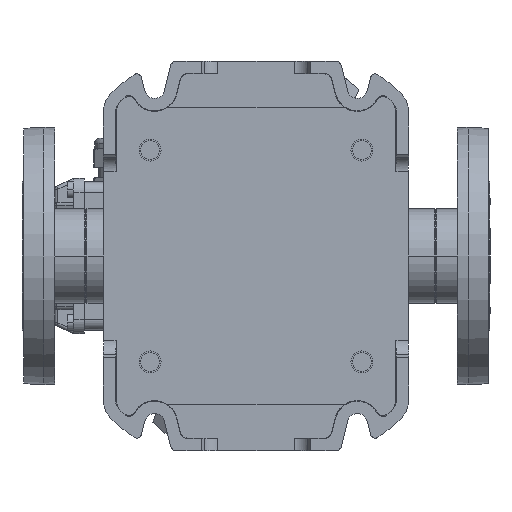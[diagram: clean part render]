
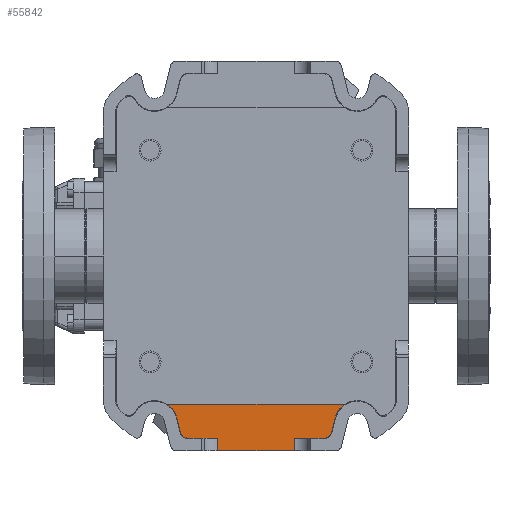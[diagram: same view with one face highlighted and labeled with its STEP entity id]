
A CAD part, front view. The second image highlights one B-rep face of the part: STEP entity #55842.
In plain terms, the highlighted planar face has unit normal (0, -1, 0).
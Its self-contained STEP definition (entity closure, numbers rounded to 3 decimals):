
#168 = EDGE_CURVE ( 'NONE', #10810, #58566, #59507, .T. ) ;
#812 = VERTEX_POINT ( 'NONE', #77129 ) ;
#1197 = ORIENTED_EDGE ( 'NONE', *, *, #24296, .F. ) ;
#1248 = VECTOR ( 'NONE', #23308, 1000. ) ;
#2127 = ORIENTED_EDGE ( 'NONE', *, *, #86325, .F. ) ;
#4449 = CARTESIAN_POINT ( 'NONE',  ( 24.608, 8., -116.791 ) ) ;
#4703 = DIRECTION ( 'NONE',  ( 0., 0., 1. ) ) ;
#6793 = VERTEX_POINT ( 'NONE', #58651 ) ;
#7376 = VERTEX_POINT ( 'NONE', #9535 ) ;
#8091 = ORIENTED_EDGE ( 'NONE', *, *, #52210, .T. ) ;
#9418 = EDGE_CURVE ( 'NONE', #27812, #25102, #66435, .T. ) ;
#9535 = CARTESIAN_POINT ( 'NONE',  ( -50.727, 8., -103.941 ) ) ;
#9570 = CARTESIAN_POINT ( 'NONE',  ( 57.246, 8., -95. ) ) ;
#9951 = ORIENTED_EDGE ( 'NONE', *, *, #43247, .T. ) ;
#10810 = VERTEX_POINT ( 'NONE', #47233 ) ;
#11079 = CARTESIAN_POINT ( 'NONE',  ( -43.619, 8., -116.791 ) ) ;
#12057 = ORIENTED_EDGE ( 'NONE', *, *, #9418, .F. ) ;
#17134 = DIRECTION ( 'NONE',  ( 1., 0., 0. ) ) ;
#18893 = LINE ( 'NONE', #53978, #21140 ) ;
#19280 = EDGE_CURVE ( 'NONE', #10810, #7376, #20444, .T. ) ;
#20444 = CIRCLE ( 'NONE', #33510, 14.709 ) ;
#21128 = CARTESIAN_POINT ( 'NONE',  ( -48.469, 8., -113.001 ) ) ;
#21140 = VECTOR ( 'NONE', #46699, 1000. ) ;
#21306 = EDGE_CURVE ( 'NONE', #21437, #30452, #33422, .T. ) ;
#21437 = VERTEX_POINT ( 'NONE', #46463 ) ;
#21585 = CARTESIAN_POINT ( 'NONE',  ( -46.008, 8., -116.791 ) ) ;
#23192 =( BOUNDED_CURVE ( )  B_SPLINE_CURVE ( 3, ( #82391, #33581, #60981, #40471 ),
 .UNSPECIFIED., .F., .F. ) 
 B_SPLINE_CURVE_WITH_KNOTS ( ( 4, 4 ),
 ( 2.479, 3.805 ),
 .UNSPECIFIED. ) 
 CURVE ( )  GEOMETRIC_REPRESENTATION_ITEM ( )  RATIONAL_B_SPLINE_CURVE ( ( 1., 0.859, 0.859, 1. ) ) 
 REPRESENTATION_ITEM ( '' )  );
#23242 = CARTESIAN_POINT ( 'NONE',  ( 50.727, 8., -103.941 ) ) ;
#23308 = DIRECTION ( 'NONE',  ( 0., 0., -1. ) ) ;
#23584 = CARTESIAN_POINT ( 'NONE',  ( 0., 8., 0. ) ) ;
#24144 = EDGE_CURVE ( 'NONE', #73408, #6793, #33830, .T. ) ;
#24296 = EDGE_CURVE ( 'NONE', #21437, #45211, #65284, .T. ) ;
#25102 = VERTEX_POINT ( 'NONE', #73578 ) ;
#25275 = AXIS2_PLACEMENT_3D ( 'NONE', #34537, #82457, #67455 ) ;
#27812 = VERTEX_POINT ( 'NONE', #23242 ) ;
#30414 = PLANE ( 'NONE',  #55761 ) ;
#30452 = VERTEX_POINT ( 'NONE', #4449 ) ;
#32080 = CARTESIAN_POINT ( 'NONE',  ( 24.608, 8., -116.791 ) ) ;
#32730 = CARTESIAN_POINT ( 'NONE',  ( -65., 8., -107.5 ) ) ;
#33422 = LINE ( 'NONE', #32080, #42477 ) ;
#33510 = AXIS2_PLACEMENT_3D ( 'NONE', #32730, #53712, #68771 ) ;
#33581 = CARTESIAN_POINT ( 'NONE',  ( 46.008, 8., -116.791 ) ) ;
#33830 = LINE ( 'NONE', #82204, #58779 ) ;
#34250 = ORIENTED_EDGE ( 'NONE', *, *, #72096, .T. ) ;
#34537 = CARTESIAN_POINT ( 'NONE',  ( 65., 8., -107.5 ) ) ;
#36166 = CARTESIAN_POINT ( 'NONE',  ( -43.619, 8., -116.791 ) ) ;
#37996 = ORIENTED_EDGE ( 'NONE', *, *, #168, .F. ) ;
#38160 = CARTESIAN_POINT ( 'NONE',  ( 50.727, 8., -103.941 ) ) ;
#39898 = EDGE_LOOP ( 'NONE', ( #57179, #34250, #51630, #9951, #1197, #89302, #8091, #48841, #12057, #2127, #37996, #51896 ) ) ;
#40471 = CARTESIAN_POINT ( 'NONE',  ( 48.469, 8., -113.001 ) ) ;
#41456 = EDGE_CURVE ( 'NONE', #812, #25102, #23192, .T. ) ;
#42477 = VECTOR ( 'NONE', #4703, 1000. ) ;
#42970 = VECTOR ( 'NONE', #72364, 1000. ) ;
#43247 = EDGE_CURVE ( 'NONE', #6793, #45211, #79860, .T. ) ;
#43443 = CARTESIAN_POINT ( 'NONE',  ( -47.891, 8., -115.32 ) ) ;
#44097 = DIRECTION ( 'NONE',  ( 0., 0., 1. ) ) ;
#45211 = VERTEX_POINT ( 'NONE', #63155 ) ;
#46463 = CARTESIAN_POINT ( 'NONE',  ( 24.608, 8., -124.791 ) ) ;
#46699 = DIRECTION ( 'NONE',  ( 0.242, 0., -0.97 ) ) ;
#47233 = CARTESIAN_POINT ( 'NONE',  ( -57.246, 8., -95. ) ) ;
#48195 =( BOUNDED_CURVE ( )  B_SPLINE_CURVE ( 3, ( #21128, #43443, #21585, #36166 ),
 .UNSPECIFIED., .F., .F. ) 
 B_SPLINE_CURVE_WITH_KNOTS ( ( 4, 4 ),
 ( 2.479, 3.805 ),
 .UNSPECIFIED. ) 
 CURVE ( )  GEOMETRIC_REPRESENTATION_ITEM ( )  RATIONAL_B_SPLINE_CURVE ( ( 1., 0.859, 0.859, 1. ) ) 
 REPRESENTATION_ITEM ( '' )  );
#48841 = ORIENTED_EDGE ( 'NONE', *, *, #41456, .T. ) ;
#51090 = CARTESIAN_POINT ( 'NONE',  ( -24.608, 8., 0. ) ) ;
#51094 = CARTESIAN_POINT ( 'NONE',  ( 0., 8., -124.791 ) ) ;
#51630 = ORIENTED_EDGE ( 'NONE', *, *, #24144, .T. ) ;
#51896 = ORIENTED_EDGE ( 'NONE', *, *, #19280, .T. ) ;
#52210 = EDGE_CURVE ( 'NONE', #30452, #812, #80591, .T. ) ;
#53101 = CARTESIAN_POINT ( 'NONE',  ( -58.463, 8., -95. ) ) ;
#53712 = DIRECTION ( 'NONE',  ( 0., 1., 0. ) ) ;
#53978 = CARTESIAN_POINT ( 'NONE',  ( -50.727, 8., -103.941 ) ) ;
#55761 = AXIS2_PLACEMENT_3D ( 'NONE', #23584, #73727, #44097 ) ;
#55842 = ADVANCED_FACE ( 'NONE', ( #80139 ), #30414, .F. ) ;
#57179 = ORIENTED_EDGE ( 'NONE', *, *, #88190, .T. ) ;
#58566 = VERTEX_POINT ( 'NONE', #9570 ) ;
#58651 = CARTESIAN_POINT ( 'NONE',  ( -24.608, 8., -116.791 ) ) ;
#58779 = VECTOR ( 'NONE', #69858, 1000. ) ;
#59507 = LINE ( 'NONE', #53101, #75367 ) ;
#60981 = CARTESIAN_POINT ( 'NONE',  ( 47.891, 8., -115.32 ) ) ;
#61308 = VERTEX_POINT ( 'NONE', #69172 ) ;
#63155 = CARTESIAN_POINT ( 'NONE',  ( -24.608, 8., -124.791 ) ) ;
#64625 = VECTOR ( 'NONE', #78038, 1000. ) ;
#65284 = LINE ( 'NONE', #51094, #64625 ) ;
#66435 = LINE ( 'NONE', #38160, #42970 ) ;
#66933 = CARTESIAN_POINT ( 'NONE',  ( -47.687, 8., -116.791 ) ) ;
#67455 = DIRECTION ( 'NONE',  ( 0., 0., 1. ) ) ;
#68771 = DIRECTION ( 'NONE',  ( 0., 0., 1. ) ) ;
#69172 = CARTESIAN_POINT ( 'NONE',  ( -48.469, 8., -113.001 ) ) ;
#69858 = DIRECTION ( 'NONE',  ( 1., 0., 0. ) ) ;
#71893 = CIRCLE ( 'NONE', #25275, 14.709 ) ;
#72096 = EDGE_CURVE ( 'NONE', #61308, #73408, #48195, .T. ) ;
#72364 = DIRECTION ( 'NONE',  ( -0.242, 0., -0.97 ) ) ;
#73408 = VERTEX_POINT ( 'NONE', #11079 ) ;
#73578 = CARTESIAN_POINT ( 'NONE',  ( 48.469, 8., -113.001 ) ) ;
#73727 = DIRECTION ( 'NONE',  ( 0., 1., 0. ) ) ;
#75367 = VECTOR ( 'NONE', #17134, 1000. ) ;
#76512 = VECTOR ( 'NONE', #88310, 1000. ) ;
#77129 = CARTESIAN_POINT ( 'NONE',  ( 43.619, 8., -116.791 ) ) ;
#78038 = DIRECTION ( 'NONE',  ( -1., 0., 0. ) ) ;
#79860 = LINE ( 'NONE', #51090, #1248 ) ;
#80139 = FACE_OUTER_BOUND ( 'NONE', #39898, .T. ) ;
#80591 = LINE ( 'NONE', #66933, #76512 ) ;
#82204 = CARTESIAN_POINT ( 'NONE',  ( -47.687, 8., -116.791 ) ) ;
#82391 = CARTESIAN_POINT ( 'NONE',  ( 43.619, 8., -116.791 ) ) ;
#82457 = DIRECTION ( 'NONE',  ( 0., -1., 0. ) ) ;
#86325 = EDGE_CURVE ( 'NONE', #58566, #27812, #71893, .T. ) ;
#88190 = EDGE_CURVE ( 'NONE', #7376, #61308, #18893, .T. ) ;
#88310 = DIRECTION ( 'NONE',  ( 1., 0., 0. ) ) ;
#89302 = ORIENTED_EDGE ( 'NONE', *, *, #21306, .T. ) ;
